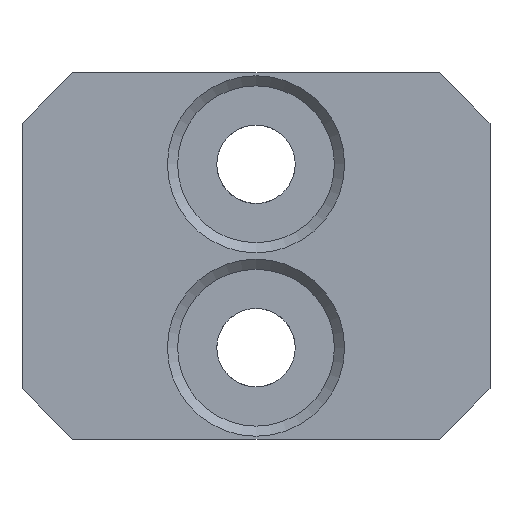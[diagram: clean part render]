
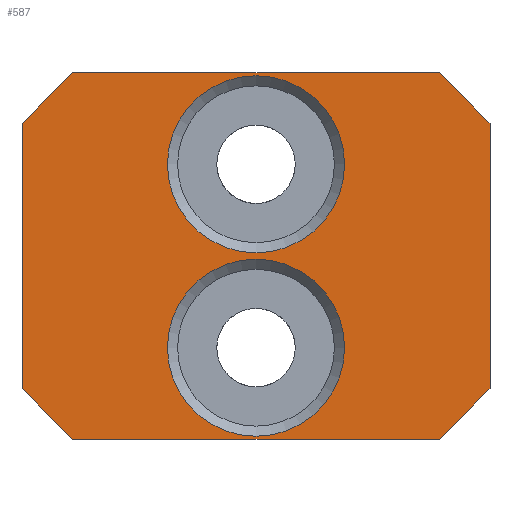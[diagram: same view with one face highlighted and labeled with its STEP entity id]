
A CAD part, front view. The second image highlights one B-rep face of the part: STEP entity #587.
In plain terms, the highlighted planar face has unit normal (0, -1, 0).
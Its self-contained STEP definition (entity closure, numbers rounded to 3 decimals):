
#33=LINE('',#839,#77);
#36=LINE('',#845,#80);
#42=LINE('',#858,#86);
#43=LINE('',#860,#87);
#47=LINE('',#869,#91);
#49=LINE('',#876,#93);
#50=LINE('',#878,#94);
#51=LINE('',#879,#95);
#77=VECTOR('',#685,1000.);
#80=VECTOR('',#690,1000.);
#86=VECTOR('',#698,1000.);
#87=VECTOR('',#701,1000.);
#91=VECTOR('',#707,1000.);
#93=VECTOR('',#715,1000.);
#94=VECTOR('',#716,1000.);
#95=VECTOR('',#717,1000.);
#125=PLANE('',#638);
#143=CIRCLE('',#639,3.5);
#144=CIRCLE('',#640,3.5);
#177=ORIENTED_EDGE('',*,*,#338,.T.);
#178=ORIENTED_EDGE('',*,*,#339,.T.);
#179=ORIENTED_EDGE('',*,*,#340,.T.);
#180=ORIENTED_EDGE('',*,*,#325,.F.);
#181=ORIENTED_EDGE('',*,*,#331,.T.);
#182=ORIENTED_EDGE('',*,*,#341,.T.);
#183=ORIENTED_EDGE('',*,*,#332,.T.);
#184=ORIENTED_EDGE('',*,*,#322,.T.);
#185=ORIENTED_EDGE('',*,*,#336,.T.);
#186=ORIENTED_EDGE('',*,*,#342,.T.);
#322=EDGE_CURVE('',#405,#404,#33,.T.);
#325=EDGE_CURVE('',#407,#408,#36,.T.);
#331=EDGE_CURVE('',#407,#412,#42,.F.);
#332=EDGE_CURVE('',#413,#405,#43,.F.);
#336=EDGE_CURVE('',#404,#415,#47,.F.);
#338=EDGE_CURVE('',#417,#417,#143,.F.);
#339=EDGE_CURVE('',#418,#418,#144,.F.);
#340=EDGE_CURVE('',#419,#408,#49,.F.);
#341=EDGE_CURVE('',#412,#413,#50,.T.);
#342=EDGE_CURVE('',#415,#419,#51,.T.);
#404=VERTEX_POINT('',#838);
#405=VERTEX_POINT('',#840);
#407=VERTEX_POINT('',#846);
#408=VERTEX_POINT('',#847);
#412=VERTEX_POINT('',#857);
#413=VERTEX_POINT('',#861);
#415=VERTEX_POINT('',#867);
#417=VERTEX_POINT('',#873);
#418=VERTEX_POINT('',#875);
#419=VERTEX_POINT('',#877);
#492=EDGE_LOOP('',(#177));
#493=EDGE_LOOP('',(#178));
#494=EDGE_LOOP('',(#179,#180,#181,#182,#183,#184,#185,#186));
#538=FACE_BOUND('',#492,.T.);
#539=FACE_BOUND('',#493,.T.);
#540=FACE_BOUND('',#494,.T.);
#587=ADVANCED_FACE('',(#538,#539,#540),#125,.T.);
#638=AXIS2_PLACEMENT_3D('',#871,#709,#710);
#639=AXIS2_PLACEMENT_3D('',#872,#711,#712);
#640=AXIS2_PLACEMENT_3D('',#874,#713,#714);
#685=DIRECTION('',(0.,0.,-1.));
#690=DIRECTION('',(0.,0.,-1.));
#698=DIRECTION('',(0.707,0.,-0.707));
#701=DIRECTION('',(0.707,0.,0.707));
#707=DIRECTION('',(-0.707,0.,0.707));
#709=DIRECTION('',(0.,-1.,0.));
#710=DIRECTION('',(0.,0.,1.));
#711=DIRECTION('',(0.,-1.,0.));
#712=DIRECTION('',(0.,0.,1.));
#713=DIRECTION('',(0.,-1.,0.));
#714=DIRECTION('',(0.,0.,1.));
#715=DIRECTION('',(-0.707,0.,-0.707));
#716=DIRECTION('',(-1.,0.,0.));
#717=DIRECTION('',(1.,0.,0.));
#838=CARTESIAN_POINT('',(-9.25,-23.9,9.9));
#839=CARTESIAN_POINT('',(-9.25,-23.9,22.4));
#840=CARTESIAN_POINT('',(-9.25,-23.9,20.4));
#845=CARTESIAN_POINT('',(9.25,-23.9,22.4));
#846=CARTESIAN_POINT('',(9.25,-23.9,20.4));
#847=CARTESIAN_POINT('',(9.25,-23.9,9.9));
#857=CARTESIAN_POINT('',(7.25,-23.9,22.4));
#858=CARTESIAN_POINT('',(3.625,-23.9,26.025));
#860=CARTESIAN_POINT('',(-3.625,-23.9,26.025));
#861=CARTESIAN_POINT('',(-7.25,-23.9,22.4));
#867=CARTESIAN_POINT('',(-7.25,-23.9,7.9));
#869=CARTESIAN_POINT('',(-7.25,-23.9,7.9));
#871=CARTESIAN_POINT('',(0.,-23.9,22.4));
#872=CARTESIAN_POINT('',(0.,-23.9,18.775));
#873=CARTESIAN_POINT('',(0.,-23.9,22.275));
#874=CARTESIAN_POINT('',(0.,-23.9,11.525));
#875=CARTESIAN_POINT('',(0.,-23.9,15.025));
#876=CARTESIAN_POINT('',(7.25,-23.9,7.9));
#877=CARTESIAN_POINT('',(7.25,-23.9,7.9));
#878=CARTESIAN_POINT('',(0.,-23.9,22.4));
#879=CARTESIAN_POINT('',(0.,-23.9,7.9));
